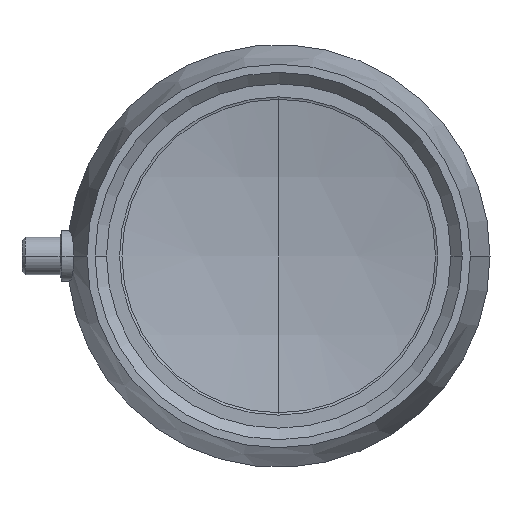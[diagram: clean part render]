
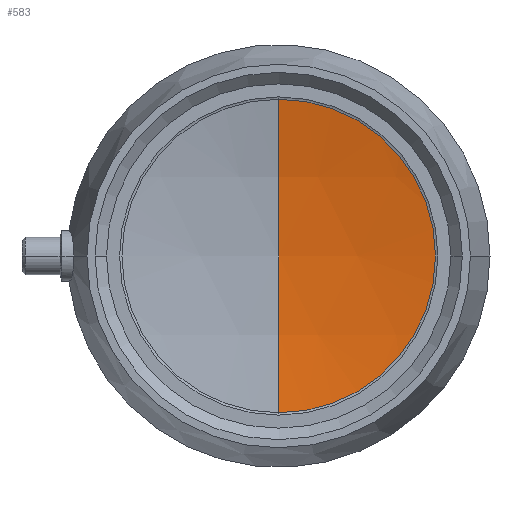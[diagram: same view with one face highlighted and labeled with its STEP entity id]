
A CAD part, left-side view. The second image highlights one B-rep face of the part: STEP entity #583.
In plain terms, the highlighted spherical face has radius 269.996 mm.
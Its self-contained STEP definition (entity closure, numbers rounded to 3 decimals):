
#401 = VERTEX_POINT( '', #1046 );
#537 = EDGE_CURVE( '', #401, #837, #1199, .T. );
#583 = ADVANCED_FACE( '', ( #1253 ), #1254, .F. );
#837 = VERTEX_POINT( '', #1538 );
#953 = EDGE_CURVE( '', #401, #837, #1669, .T. );
#1046 = CARTESIAN_POINT( '', ( 77.189, 0., -50.083 ) );
#1199 = CIRCLE( '', #2160, 50.083 );
#1253 = FACE_OUTER_BOUND( '', #2262, .T. );
#1254 = SPHERICAL_SURFACE( '', #2263, 269.996 );
#1538 = CARTESIAN_POINT( '', ( 77.189, 0., 50.083 ) );
#1669 = CIRCLE( '', #2990, 269.996 );
#2160 = AXIS2_PLACEMENT_3D( '', #3265, #3266, #3267 );
#2262 = EDGE_LOOP( '', ( #3343, #3344 ) );
#2263 = AXIS2_PLACEMENT_3D( '', #3345, #3346, #3347 );
#2990 = AXIS2_PLACEMENT_3D( '', #3876, #3877, #3878 );
#3265 = CARTESIAN_POINT( '', ( 77.189, 0., 0. ) );
#3266 = DIRECTION( '', ( -1., 0., 0. ) );
#3267 = DIRECTION( '', ( 0., 1., 0. ) );
#3343 = ORIENTED_EDGE( '', *, *, #953, .F. );
#3344 = ORIENTED_EDGE( '', *, *, #537, .T. );
#3345 = CARTESIAN_POINT( '', ( -188.121, 0., 0. ) );
#3346 = DIRECTION( '', ( 0., 0., 1. ) );
#3347 = DIRECTION( '', ( 1., 0., 0. ) );
#3876 = CARTESIAN_POINT( '', ( -188.121, 0., 0. ) );
#3877 = DIRECTION( '', ( 0., -1., 0. ) );
#3878 = DIRECTION( '', ( 0., 0., -1. ) );
